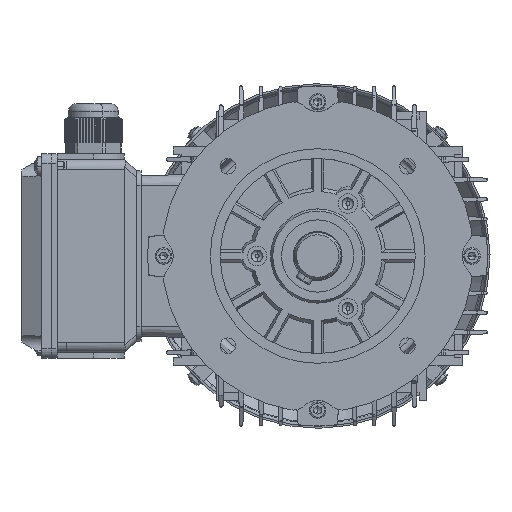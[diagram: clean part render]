
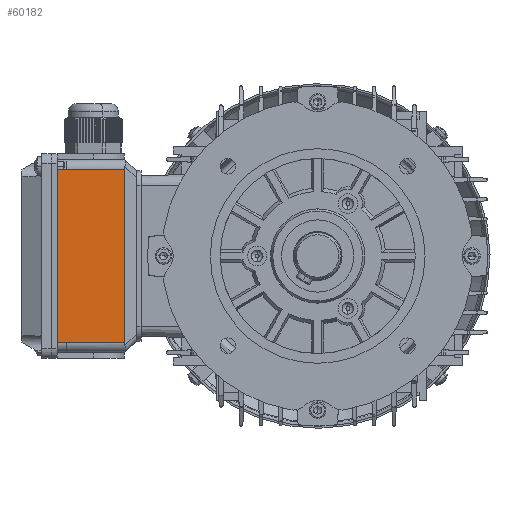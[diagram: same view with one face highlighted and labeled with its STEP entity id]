
A CAD part, left-side view. The second image highlights one B-rep face of the part: STEP entity #60182.
In plain terms, the highlighted face is planar.
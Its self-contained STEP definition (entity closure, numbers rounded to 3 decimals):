
#1219 = CARTESIAN_POINT ( 'NONE',  ( -52.5, 68., 39.5 ) ) ;
#2328 = CARTESIAN_POINT ( 'NONE',  ( 44.5, 68., 5. ) ) ;
#7516 = DIRECTION ( 'NONE',  ( 1., 0., 0. ) ) ;
#8428 = EDGE_CURVE ( 'NONE', #30487, #106363, #43649, .T. ) ;
#8913 = CARTESIAN_POINT ( 'NONE',  ( -44.5, 68., 39.5 ) ) ;
#10254 = LINE ( 'NONE', #19296, #53434 ) ;
#10812 = ORIENTED_EDGE ( 'NONE', *, *, #70914, .T. ) ;
#11601 = VECTOR ( 'NONE', #112555, 1000. ) ;
#12504 = ORIENTED_EDGE ( 'NONE', *, *, #45531, .T. ) ;
#12993 = PLANE ( 'NONE',  #97702 ) ;
#19296 = CARTESIAN_POINT ( 'NONE',  ( -52.5, 68., 39.5 ) ) ;
#20025 = DIRECTION ( 'NONE',  ( 1., 0., 0. ) ) ;
#20736 = LINE ( 'NONE', #8913, #11601 ) ;
#30487 = VERTEX_POINT ( 'NONE', #104033 ) ;
#31823 = CARTESIAN_POINT ( 'NONE',  ( -52.5, 68., 5. ) ) ;
#43649 = LINE ( 'NONE', #31823, #107039 ) ;
#45531 = EDGE_CURVE ( 'NONE', #73770, #102481, #10254, .T. ) ;
#53434 = VECTOR ( 'NONE', #7516, 1000. ) ;
#60182 = ADVANCED_FACE ( 'NONE', ( #94756 ), #12993, .F. ) ;
#61025 = CARTESIAN_POINT ( 'NONE',  ( 44.5, 68., 39.5 ) ) ;
#62351 = DIRECTION ( 'NONE',  ( 0., 0., -1. ) ) ;
#70914 = EDGE_CURVE ( 'NONE', #30487, #73770, #20736, .T. ) ;
#73770 = VERTEX_POINT ( 'NONE', #101961 ) ;
#74194 = CARTESIAN_POINT ( 'NONE',  ( 44.5, 68., 39.5 ) ) ;
#74802 = ORIENTED_EDGE ( 'NONE', *, *, #74974, .T. ) ;
#74974 = EDGE_CURVE ( 'NONE', #102481, #106363, #86019, .T. ) ;
#86019 = LINE ( 'NONE', #74194, #109931 ) ;
#92945 = DIRECTION ( 'NONE',  ( 0., 0., -1. ) ) ;
#94756 = FACE_OUTER_BOUND ( 'NONE', #106709, .T. ) ;
#97702 = AXIS2_PLACEMENT_3D ( 'NONE', #1219, #104794, #92945 ) ;
#99820 = ORIENTED_EDGE ( 'NONE', *, *, #8428, .F. ) ;
#101961 = CARTESIAN_POINT ( 'NONE',  ( -44.5, 68., 39.5 ) ) ;
#102481 = VERTEX_POINT ( 'NONE', #61025 ) ;
#104033 = CARTESIAN_POINT ( 'NONE',  ( -44.5, 68., 5. ) ) ;
#104794 = DIRECTION ( 'NONE',  ( 0., -1., 0. ) ) ;
#106363 = VERTEX_POINT ( 'NONE', #2328 ) ;
#106709 = EDGE_LOOP ( 'NONE', ( #12504, #74802, #99820, #10812 ) ) ;
#107039 = VECTOR ( 'NONE', #20025, 1000. ) ;
#109931 = VECTOR ( 'NONE', #62351, 1000. ) ;
#112555 = DIRECTION ( 'NONE',  ( 0., 0., 1. ) ) ;
